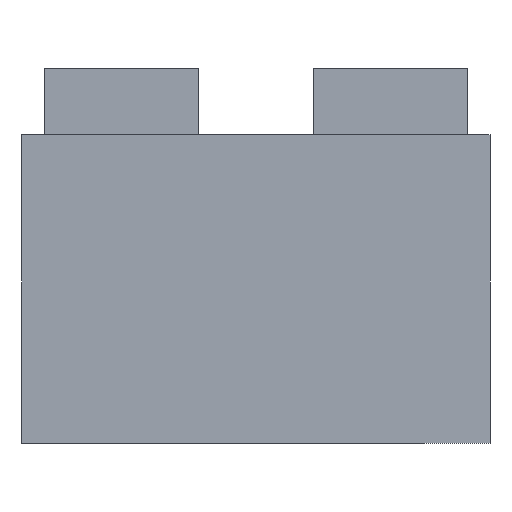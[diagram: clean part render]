
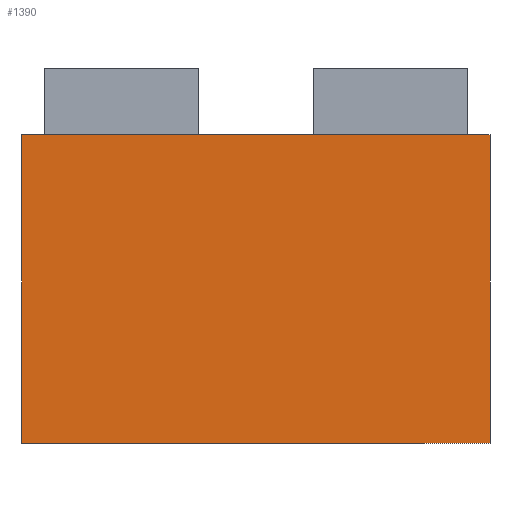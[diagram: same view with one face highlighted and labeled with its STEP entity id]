
A CAD part, front view. The second image highlights one B-rep face of the part: STEP entity #1390.
In plain terms, the highlighted planar face has unit normal (0, -1, 0).
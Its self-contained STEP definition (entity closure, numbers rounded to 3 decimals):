
#59 = LINE ( 'NONE', #3201, #2260 ) ;
#78 = ORIENTED_EDGE ( 'NONE', *, *, #420, .T. ) ;
#230 = EDGE_LOOP ( 'NONE', ( #78, #711, #3288, #1272 ) ) ;
#340 = VERTEX_POINT ( 'NONE', #1024 ) ;
#420 = EDGE_CURVE ( 'NONE', #1312, #1607, #3278, .T. ) ;
#449 = CARTESIAN_POINT ( 'NONE',  ( 0., 0., 28. ) ) ;
#463 = DIRECTION ( 'NONE',  ( 0., 0., 1. ) ) ;
#476 = DIRECTION ( 'NONE',  ( 0., 0., -1. ) ) ;
#575 = CARTESIAN_POINT ( 'NONE',  ( 42.5, 0., 28. ) ) ;
#711 = ORIENTED_EDGE ( 'NONE', *, *, #1530, .F. ) ;
#712 = PLANE ( 'NONE',  #3376 ) ;
#728 = CARTESIAN_POINT ( 'NONE',  ( 0., 0., 0. ) ) ;
#751 = VECTOR ( 'NONE', #3259, 1000. ) ;
#811 = EDGE_CURVE ( 'NONE', #340, #2212, #59, .T. ) ;
#885 = EDGE_CURVE ( 'NONE', #340, #1312, #2107, .T. ) ;
#1024 = CARTESIAN_POINT ( 'NONE',  ( 0., 0., 28. ) ) ;
#1268 = VECTOR ( 'NONE', #476, 1000. ) ;
#1272 = ORIENTED_EDGE ( 'NONE', *, *, #885, .T. ) ;
#1283 = CARTESIAN_POINT ( 'NONE',  ( 0., 0., 28. ) ) ;
#1312 = VERTEX_POINT ( 'NONE', #728 ) ;
#1390 = ADVANCED_FACE ( 'NONE', ( #2619 ), #712, .F. ) ;
#1530 = EDGE_CURVE ( 'NONE', #2212, #1607, #3608, .T. ) ;
#1587 = DIRECTION ( 'NONE',  ( 0., 1., 0. ) ) ;
#1607 = VERTEX_POINT ( 'NONE', #2318 ) ;
#1779 = VECTOR ( 'NONE', #3646, 1000. ) ;
#2100 = DIRECTION ( 'NONE',  ( 1., 0., 0. ) ) ;
#2107 = LINE ( 'NONE', #1283, #1268 ) ;
#2212 = VERTEX_POINT ( 'NONE', #3306 ) ;
#2260 = VECTOR ( 'NONE', #2100, 1000. ) ;
#2318 = CARTESIAN_POINT ( 'NONE',  ( 42.5, 0., 0. ) ) ;
#2421 = CARTESIAN_POINT ( 'NONE',  ( 0., 0., 0. ) ) ;
#2619 = FACE_OUTER_BOUND ( 'NONE', #230, .T. ) ;
#3201 = CARTESIAN_POINT ( 'NONE',  ( 0., 0., 28. ) ) ;
#3259 = DIRECTION ( 'NONE',  ( 1., 0., 0. ) ) ;
#3278 = LINE ( 'NONE', #2421, #751 ) ;
#3288 = ORIENTED_EDGE ( 'NONE', *, *, #811, .F. ) ;
#3306 = CARTESIAN_POINT ( 'NONE',  ( 42.5, 0., 28. ) ) ;
#3376 = AXIS2_PLACEMENT_3D ( 'NONE', #449, #1587, #463 ) ;
#3608 = LINE ( 'NONE', #575, #1779 ) ;
#3646 = DIRECTION ( 'NONE',  ( 0., 0., -1. ) ) ;
